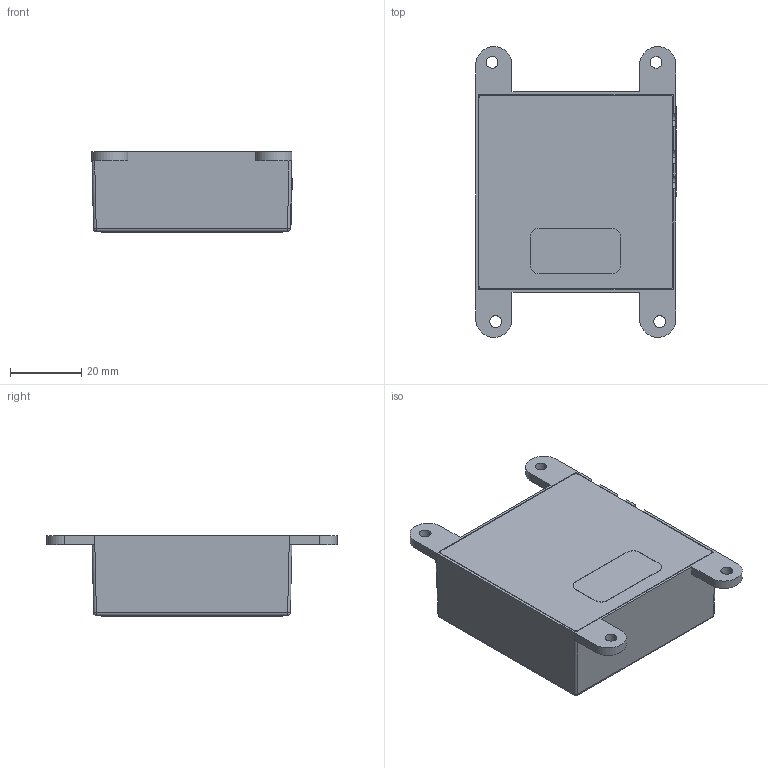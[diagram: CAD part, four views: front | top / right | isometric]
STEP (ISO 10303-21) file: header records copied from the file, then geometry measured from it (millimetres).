
FILE_DESCRIPTION (( 'STEP AP214' ), '1' );
FILE_NAME ('1100-647-E.STEP', '2019-01-03T19:52:56', ( '' ), ( '' ), 'SwSTEP 2.0', 'SolidWorks 2018', '' );
FILE_SCHEMA (( 'AUTOMOTIVE_DESIGN' ));
Length unit declared in the file: inch
Products named in the file (8): 2003-1081; 2003-2858; 1100-647-E; 2001-049; 2021-038; 2003-1052; 1800-637^1100-647-E; 8050-139^1100-647-E
Assembly tree (5 placements, depth 2):
  1100-647-E
    2021-038
    2001-049
    2003-1052
    2003-2858
    2003-1081
  1800-637^1100-647-E
  8050-139^1100-647-E
Bounding box: 56.21 x 81.53 x 22.67 mm (x, y, z)
Volume: 24157.6 mm3; surface area: 29226.7 mm2
Topology: 5 solids, 5 shells, 886 faces, 2334 edges, 1548 vertices
Faces by surface type: plane 550, bspline 294, cylinder 38, sphere 4
Entity records: 51086 total; most frequent: CARTESIAN_POINT 21454, ORIENTED_EDGE 4668, DIRECTION 2994, EDGE_CURVE 2334, LINE 1666, VECTOR 1666, VERTEX_POINT 1548, EDGE_LOOP 984
